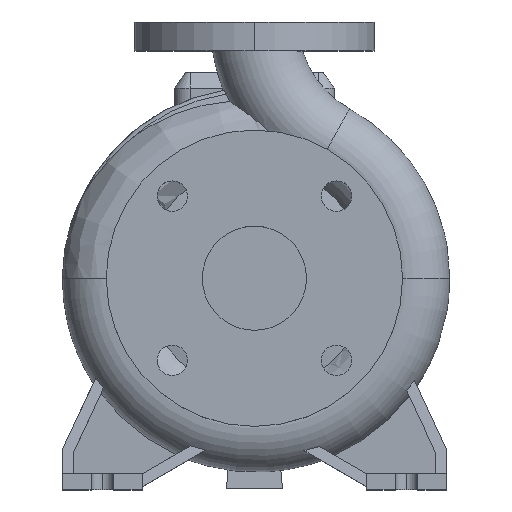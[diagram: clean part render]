
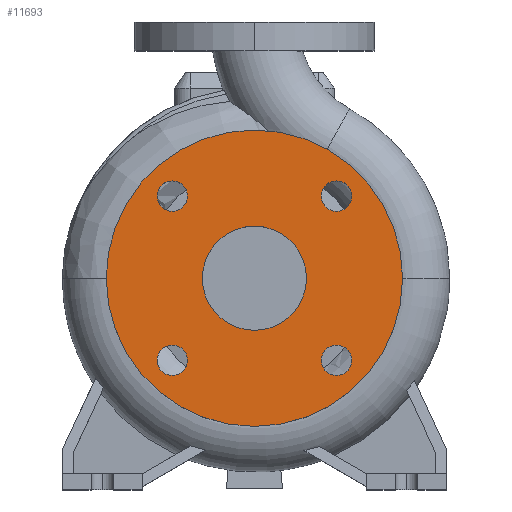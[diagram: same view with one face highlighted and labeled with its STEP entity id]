
A CAD part, top view. The second image highlights one B-rep face of the part: STEP entity #11693.
In plain terms, the highlighted planar face has unit normal (0, 0, 1).
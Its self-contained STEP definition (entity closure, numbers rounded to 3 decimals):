
#112 = CIRCLE ( 'NONE', #2433, 9.5 ) ;
#159 = FACE_OUTER_BOUND ( 'NONE', #9785, .T. ) ;
#178 = ORIENTED_EDGE ( 'NONE', *, *, #762, .F. ) ;
#339 = DIRECTION ( 'NONE',  ( 1., 0., 0. ) ) ;
#458 = EDGE_CURVE ( 'NONE', #12766, #10658, #6674, .T. ) ;
#464 = CARTESIAN_POINT ( 'NONE',  ( 51.265, 51.265, 80. ) ) ;
#762 = EDGE_CURVE ( 'NONE', #4019, #12604, #2708, .T. ) ;
#835 = DIRECTION ( 'NONE',  ( 1., 0., 0. ) ) ;
#896 = EDGE_LOOP ( 'NONE', ( #3747, #11249 ) ) ;
#1041 = EDGE_LOOP ( 'NONE', ( #11482, #9480 ) ) ;
#1099 = VERTEX_POINT ( 'NONE', #11382 ) ;
#1102 = CIRCLE ( 'NONE', #3845, 32.5 ) ;
#1272 = EDGE_CURVE ( 'NONE', #10789, #4640, #8985, .T. ) ;
#1544 = VERTEX_POINT ( 'NONE', #11628 ) ;
#1605 = DIRECTION ( 'NONE',  ( 1., 0., 0. ) ) ;
#1733 = VERTEX_POINT ( 'NONE', #4016 ) ;
#1939 = DIRECTION ( 'NONE',  ( 1., 0., 0. ) ) ;
#2004 = ORIENTED_EDGE ( 'NONE', *, *, #2339, .T. ) ;
#2125 = EDGE_LOOP ( 'NONE', ( #178, #4356 ) ) ;
#2209 = PLANE ( 'NONE',  #2809 ) ;
#2339 = EDGE_CURVE ( 'NONE', #6106, #11981, #11099, .T. ) ;
#2406 = FACE_BOUND ( 'NONE', #10646, .T. ) ;
#2433 = AXIS2_PLACEMENT_3D ( 'NONE', #6367, #7337, #7467 ) ;
#2708 = CIRCLE ( 'NONE', #6268, 9.5 ) ;
#2809 = AXIS2_PLACEMENT_3D ( 'NONE', #7105, #10252, #5224 ) ;
#2835 = CARTESIAN_POINT ( 'NONE',  ( 0., 0., 80. ) ) ;
#3134 = FACE_BOUND ( 'NONE', #2125, .T. ) ;
#3164 = DIRECTION ( 'NONE',  ( 0., 0., 1. ) ) ;
#3277 = FACE_BOUND ( 'NONE', #11352, .T. ) ;
#3335 = FACE_BOUND ( 'NONE', #1041, .T. ) ;
#3354 = VERTEX_POINT ( 'NONE', #12953 ) ;
#3363 = AXIS2_PLACEMENT_3D ( 'NONE', #10595, #3844, #1605 ) ;
#3366 = CARTESIAN_POINT ( 'NONE',  ( -51.265, -51.265, 80. ) ) ;
#3435 = DIRECTION ( 'NONE',  ( 1., 0., 0. ) ) ;
#3536 = ORIENTED_EDGE ( 'NONE', *, *, #9427, .F. ) ;
#3747 = ORIENTED_EDGE ( 'NONE', *, *, #1272, .F. ) ;
#3791 = DIRECTION ( 'NONE',  ( 0., 0., 1. ) ) ;
#3844 = DIRECTION ( 'NONE',  ( 0., 0., 1. ) ) ;
#3845 = AXIS2_PLACEMENT_3D ( 'NONE', #6167, #3164, #5055 ) ;
#3872 = CARTESIAN_POINT ( 'NONE',  ( 51.265, 51.265, 80. ) ) ;
#4016 = CARTESIAN_POINT ( 'NONE',  ( -41.765, -51.265, 80. ) ) ;
#4019 = VERTEX_POINT ( 'NONE', #10672 ) ;
#4224 = CARTESIAN_POINT ( 'NONE',  ( 0., 0., 80. ) ) ;
#4291 = DIRECTION ( 'NONE',  ( 1., 0., 0. ) ) ;
#4356 = ORIENTED_EDGE ( 'NONE', *, *, #11458, .F. ) ;
#4640 = VERTEX_POINT ( 'NONE', #10249 ) ;
#4704 = CIRCLE ( 'NONE', #7395, 9.5 ) ;
#5055 = DIRECTION ( 'NONE',  ( 1., 0., 0. ) ) ;
#5168 = DIRECTION ( 'NONE',  ( 0., 0., 1. ) ) ;
#5224 = DIRECTION ( 'NONE',  ( -1., 0., 0. ) ) ;
#5309 = CIRCLE ( 'NONE', #7174, 9.5 ) ;
#5318 = AXIS2_PLACEMENT_3D ( 'NONE', #464, #5399, #339 ) ;
#5324 = CARTESIAN_POINT ( 'NONE',  ( -51.265, 51.265, 80. ) ) ;
#5393 = CARTESIAN_POINT ( 'NONE',  ( 60.765, 51.265, 80. ) ) ;
#5399 = DIRECTION ( 'NONE',  ( 0., 0., 1. ) ) ;
#5445 = EDGE_CURVE ( 'NONE', #11981, #6106, #6556, .T. ) ;
#5463 = CARTESIAN_POINT ( 'NONE',  ( -92.5, 0., 80. ) ) ;
#5469 = ORIENTED_EDGE ( 'NONE', *, *, #10907, .F. ) ;
#5752 = DIRECTION ( 'NONE',  ( 0., 0., 1. ) ) ;
#5936 = CARTESIAN_POINT ( 'NONE',  ( -51.265, 51.265, 80. ) ) ;
#5969 = CIRCLE ( 'NONE', #7228, 9.5 ) ;
#6061 = DIRECTION ( 'NONE',  ( 1., 0., 0. ) ) ;
#6081 = CARTESIAN_POINT ( 'NONE',  ( 32.5, 0., 80. ) ) ;
#6106 = VERTEX_POINT ( 'NONE', #7493 ) ;
#6167 = CARTESIAN_POINT ( 'NONE',  ( 0., 0., 80. ) ) ;
#6180 = DIRECTION ( 'NONE',  ( 0., 0., 1. ) ) ;
#6268 = AXIS2_PLACEMENT_3D ( 'NONE', #5324, #9311, #12140 ) ;
#6367 = CARTESIAN_POINT ( 'NONE',  ( -51.265, -51.265, 80. ) ) ;
#6490 = DIRECTION ( 'NONE',  ( 0., 0., 1. ) ) ;
#6556 = CIRCLE ( 'NONE', #7594, 92.5 ) ;
#6674 = CIRCLE ( 'NONE', #7917, 9.5 ) ;
#6765 = ORIENTED_EDGE ( 'NONE', *, *, #9415, .F. ) ;
#6842 = EDGE_CURVE ( 'NONE', #4640, #10789, #1102, .T. ) ;
#7105 = CARTESIAN_POINT ( 'NONE',  ( 0., 92.5, 80. ) ) ;
#7111 = CARTESIAN_POINT ( 'NONE',  ( 51.265, -51.265, 80. ) ) ;
#7174 = AXIS2_PLACEMENT_3D ( 'NONE', #7701, #5752, #1939 ) ;
#7228 = AXIS2_PLACEMENT_3D ( 'NONE', #3366, #6490, #4291 ) ;
#7239 = EDGE_CURVE ( 'NONE', #1544, #3354, #5309, .T. ) ;
#7337 = DIRECTION ( 'NONE',  ( 0., 0., 1. ) ) ;
#7395 = AXIS2_PLACEMENT_3D ( 'NONE', #5936, #3791, #6061 ) ;
#7467 = DIRECTION ( 'NONE',  ( 1., 0., 0. ) ) ;
#7493 = CARTESIAN_POINT ( 'NONE',  ( 92.5, 0., 80. ) ) ;
#7594 = AXIS2_PLACEMENT_3D ( 'NONE', #2835, #9820, #835 ) ;
#7701 = CARTESIAN_POINT ( 'NONE',  ( 51.265, -51.265, 80. ) ) ;
#7917 = AXIS2_PLACEMENT_3D ( 'NONE', #3872, #9995, #8897 ) ;
#8166 = AXIS2_PLACEMENT_3D ( 'NONE', #4224, #6180, #3435 ) ;
#8555 = EDGE_CURVE ( 'NONE', #3354, #1544, #12465, .T. ) ;
#8897 = DIRECTION ( 'NONE',  ( 1., 0., 0. ) ) ;
#8985 = CIRCLE ( 'NONE', #3363, 32.5 ) ;
#9149 = DIRECTION ( 'NONE',  ( 1., 0., 0. ) ) ;
#9311 = DIRECTION ( 'NONE',  ( 0., 0., 1. ) ) ;
#9415 = EDGE_CURVE ( 'NONE', #1099, #1733, #5969, .T. ) ;
#9427 = EDGE_CURVE ( 'NONE', #1733, #1099, #112, .T. ) ;
#9480 = ORIENTED_EDGE ( 'NONE', *, *, #7239, .F. ) ;
#9785 = EDGE_LOOP ( 'NONE', ( #2004, #10037 ) ) ;
#9820 = DIRECTION ( 'NONE',  ( 0., 0., 1. ) ) ;
#9995 = DIRECTION ( 'NONE',  ( 0., 0., 1. ) ) ;
#10037 = ORIENTED_EDGE ( 'NONE', *, *, #5445, .T. ) ;
#10137 = AXIS2_PLACEMENT_3D ( 'NONE', #7111, #5168, #9149 ) ;
#10186 = ORIENTED_EDGE ( 'NONE', *, *, #458, .F. ) ;
#10249 = CARTESIAN_POINT ( 'NONE',  ( -32.5, 0., 80. ) ) ;
#10252 = DIRECTION ( 'NONE',  ( 0., 0., -1. ) ) ;
#10536 = CARTESIAN_POINT ( 'NONE',  ( 41.765, 51.265, 80. ) ) ;
#10595 = CARTESIAN_POINT ( 'NONE',  ( 0., 0., 80. ) ) ;
#10646 = EDGE_LOOP ( 'NONE', ( #3536, #6765 ) ) ;
#10658 = VERTEX_POINT ( 'NONE', #5393 ) ;
#10672 = CARTESIAN_POINT ( 'NONE',  ( -41.765, 51.265, 80. ) ) ;
#10742 = CIRCLE ( 'NONE', #5318, 9.5 ) ;
#10789 = VERTEX_POINT ( 'NONE', #6081 ) ;
#10907 = EDGE_CURVE ( 'NONE', #10658, #12766, #10742, .T. ) ;
#11099 = CIRCLE ( 'NONE', #8166, 92.5 ) ;
#11184 = FACE_BOUND ( 'NONE', #896, .T. ) ;
#11249 = ORIENTED_EDGE ( 'NONE', *, *, #6842, .F. ) ;
#11352 = EDGE_LOOP ( 'NONE', ( #5469, #10186 ) ) ;
#11382 = CARTESIAN_POINT ( 'NONE',  ( -60.765, -51.265, 80. ) ) ;
#11458 = EDGE_CURVE ( 'NONE', #12604, #4019, #4704, .T. ) ;
#11482 = ORIENTED_EDGE ( 'NONE', *, *, #8555, .F. ) ;
#11628 = CARTESIAN_POINT ( 'NONE',  ( 41.765, -51.265, 80. ) ) ;
#11693 = ADVANCED_FACE ( 'NONE', ( #3335, #2406, #3134, #3277, #11184, #159 ), #2209, .F. ) ;
#11858 = CARTESIAN_POINT ( 'NONE',  ( -60.765, 51.265, 80. ) ) ;
#11981 = VERTEX_POINT ( 'NONE', #5463 ) ;
#12140 = DIRECTION ( 'NONE',  ( 1., 0., 0. ) ) ;
#12465 = CIRCLE ( 'NONE', #10137, 9.5 ) ;
#12604 = VERTEX_POINT ( 'NONE', #11858 ) ;
#12766 = VERTEX_POINT ( 'NONE', #10536 ) ;
#12953 = CARTESIAN_POINT ( 'NONE',  ( 60.765, -51.265, 80. ) ) ;
